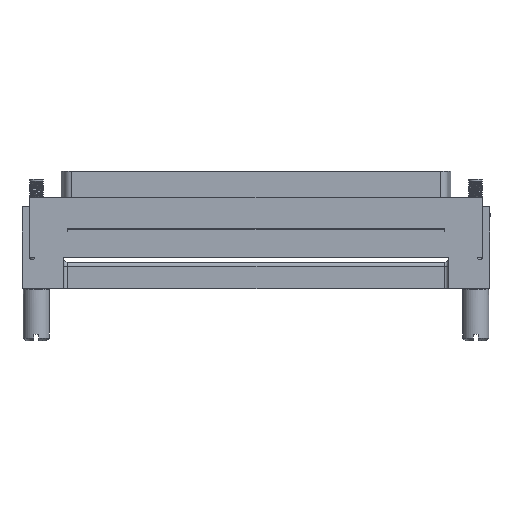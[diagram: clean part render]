
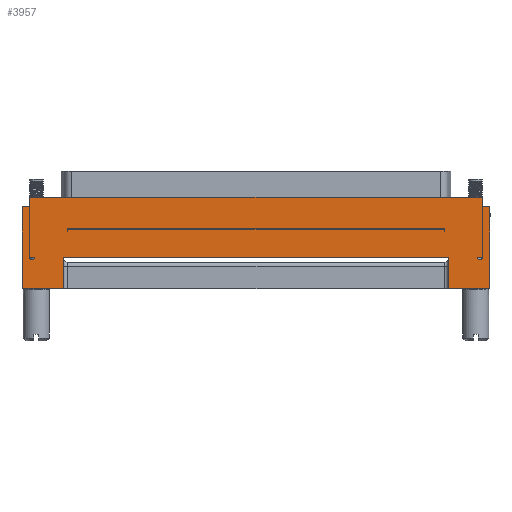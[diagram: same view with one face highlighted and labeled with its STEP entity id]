
A CAD part, front view. The second image highlights one B-rep face of the part: STEP entity #3957.
In plain terms, the highlighted planar face has unit normal (0, -1, 0).
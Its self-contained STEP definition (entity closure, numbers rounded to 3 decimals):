
#250=CARTESIAN_POINT('',(44.9,-4.125,4.7));
#251=VERTEX_POINT('',#250);
#258=CARTESIAN_POINT('',(44.9,-4.125,-11.));
#259=VERTEX_POINT('',#258);
#260=CARTESIAN_POINT('',(44.9,-4.125,4.7));
#261=DIRECTION('',(0.,0.,-1.));
#262=VECTOR('',#261,15.7);
#263=LINE('',#260,#262);
#264=EDGE_CURVE('',#251,#259,#263,.T.);
#697=CARTESIAN_POINT('',(36.9,-4.125,-11.));
#698=VERTEX_POINT('',#697);
#705=CARTESIAN_POINT('',(36.9,-4.125,-5.));
#706=VERTEX_POINT('',#705);
#707=CARTESIAN_POINT('',(36.9,-4.125,-5.));
#708=DIRECTION('',(0.,0.,-1.));
#709=VECTOR('',#708,6.);
#710=LINE('',#707,#709);
#711=EDGE_CURVE('',#706,#698,#710,.T.);
#871=CARTESIAN_POINT('',(43.45,-4.125,4.7));
#872=VERTEX_POINT('',#871);
#879=CARTESIAN_POINT('',(44.9,-4.125,4.7));
#880=DIRECTION('',(-1.,0.,0.));
#881=VECTOR('',#880,1.45);
#882=LINE('',#879,#881);
#883=EDGE_CURVE('',#251,#872,#882,.T.);
#1030=CARTESIAN_POINT('',(43.45,-4.125,-5.));
#1031=VERTEX_POINT('',#1030);
#1032=CARTESIAN_POINT('',(42.45,-4.125,-5.));
#1033=VERTEX_POINT('',#1032);
#1034=CARTESIAN_POINT('',(42.95,-4.125,-5.));
#1035=DIRECTION('',(1.,0.,0.));
#1036=DIRECTION('',(0.,1.,0.));
#1037=AXIS2_PLACEMENT_3D('',#1034,#1036,#1035);
#1038=CIRCLE('',#1037,0.5);
#1039=EDGE_CURVE('',#1031,#1033,#1038,.T.);
#1181=CARTESIAN_POINT('',(43.45,-4.125,4.7));
#1182=DIRECTION('',(0.,0.,-1.));
#1183=VECTOR('',#1182,9.7);
#1184=LINE('',#1181,#1183);
#1185=EDGE_CURVE('',#872,#1031,#1184,.T.);
#1661=CARTESIAN_POINT('',(-44.9,-4.125,4.7));
#1662=VERTEX_POINT('',#1661);
#1729=CARTESIAN_POINT('',(-44.9,-4.125,-11.));
#1730=VERTEX_POINT('',#1729);
#1737=CARTESIAN_POINT('',(-44.9,-4.125,-11.));
#1738=DIRECTION('',(0.,0.,1.));
#1739=VECTOR('',#1738,15.7);
#1740=LINE('',#1737,#1739);
#1741=EDGE_CURVE('',#1730,#1662,#1740,.T.);
#2231=CARTESIAN_POINT('',(-36.9,-4.125,-5.));
#2232=VERTEX_POINT('',#2231);
#2233=CARTESIAN_POINT('',(-36.9,-4.125,-11.));
#2234=VERTEX_POINT('',#2233);
#2235=CARTESIAN_POINT('',(-36.9,-4.125,-5.));
#2236=DIRECTION('',(0.,0.,-1.));
#2237=VECTOR('',#2236,6.);
#2238=LINE('',#2235,#2237);
#2239=EDGE_CURVE('',#2232,#2234,#2238,.T.);
#2504=CARTESIAN_POINT('',(-43.45,-4.125,4.7));
#2505=VERTEX_POINT('',#2504);
#2506=CARTESIAN_POINT('',(-43.45,-4.125,4.7));
#2507=DIRECTION('',(-1.,0.,0.));
#2508=VECTOR('',#2507,1.45);
#2509=LINE('',#2506,#2508);
#2510=EDGE_CURVE('',#2505,#1662,#2509,.T.);
#2666=CARTESIAN_POINT('',(-43.45,-4.125,-5.));
#2667=VERTEX_POINT('',#2666);
#2677=CARTESIAN_POINT('',(-43.45,-4.125,-5.));
#2678=DIRECTION('',(0.,0.,1.));
#2679=VECTOR('',#2678,9.7);
#2680=LINE('',#2677,#2679);
#2681=EDGE_CURVE('',#2667,#2505,#2680,.T.);
#2691=CARTESIAN_POINT('',(-42.45,-4.125,-5.));
#2692=VERTEX_POINT('',#2691);
#2693=CARTESIAN_POINT('',(-42.95,-4.125,-5.));
#2694=DIRECTION('',(1.,0.,0.));
#2695=DIRECTION('',(0.,1.,0.));
#2696=AXIS2_PLACEMENT_3D('',#2693,#2695,#2694);
#2697=CIRCLE('',#2696,0.5);
#2698=EDGE_CURVE('',#2692,#2667,#2697,.T.);
#3417=CARTESIAN_POINT('',(36.9,-4.125,-11.));
#3418=DIRECTION('',(1.,0.,0.));
#3419=VECTOR('',#3418,8.);
#3420=LINE('',#3417,#3419);
#3421=EDGE_CURVE('',#698,#259,#3420,.T.);
#3428=CARTESIAN_POINT('',(-36.9,-4.125,-11.));
#3429=DIRECTION('',(-1.,0.,0.));
#3430=VECTOR('',#3429,8.);
#3431=LINE('',#3428,#3430);
#3432=EDGE_CURVE('',#2234,#1730,#3431,.T.);
#3464=CARTESIAN_POINT('',(-36.9,-4.125,-5.));
#3465=DIRECTION('',(1.,0.,0.));
#3466=VECTOR('',#3465,73.8);
#3467=LINE('',#3464,#3466);
#3468=EDGE_CURVE('',#2232,#706,#3467,.T.);
#3815=CARTESIAN_POINT('',(0.,-4.125,-2.25));
#3816=DIRECTION('',(1.,0.,0.));
#3817=DIRECTION('',(0.,-1.,0.));
#3818=AXIS2_PLACEMENT_3D('',#3815,#3817,#3816);
#3819=PLANE('',#3818);
#3820=CARTESIAN_POINT('',(43.41,-4.125,6.5));
#3821=VERTEX_POINT('',#3820);
#3822=CARTESIAN_POINT('',(43.41,-4.125,-5.));
#3823=VERTEX_POINT('',#3822);
#3824=CARTESIAN_POINT('',(43.41,-4.125,6.5));
#3825=DIRECTION('',(0.,0.,-1.));
#3826=VECTOR('',#3825,11.5);
#3827=LINE('',#3824,#3826);
#3828=EDGE_CURVE('',#3821,#3823,#3827,.T.);
#3829=ORIENTED_EDGE('',*,*,#3828,.F.);
#3830=CARTESIAN_POINT('',(-43.41,-4.125,6.5));
#3831=VERTEX_POINT('',#3830);
#3832=CARTESIAN_POINT('',(-43.41,-4.125,6.5));
#3833=DIRECTION('',(1.,0.,0.));
#3834=VECTOR('',#3833,86.82);
#3835=LINE('',#3832,#3834);
#3836=EDGE_CURVE('',#3831,#3821,#3835,.T.);
#3837=ORIENTED_EDGE('',*,*,#3836,.F.);
#3838=CARTESIAN_POINT('',(-43.41,-4.125,-5.));
#3839=VERTEX_POINT('',#3838);
#3840=CARTESIAN_POINT('',(-43.41,-4.125,6.5));
#3841=DIRECTION('',(0.,0.,-1.));
#3842=VECTOR('',#3841,11.5);
#3843=LINE('',#3840,#3842);
#3844=EDGE_CURVE('',#3831,#3839,#3843,.T.);
#3845=ORIENTED_EDGE('',*,*,#3844,.T.);
#3846=CARTESIAN_POINT('',(-43.41,-4.125,-5.));
#3847=DIRECTION('',(1.,0.,0.));
#3848=VECTOR('',#3847,0.96);
#3849=LINE('',#3846,#3848);
#3850=EDGE_CURVE('',#3839,#2692,#3849,.T.);
#3851=ORIENTED_EDGE('',*,*,#3850,.T.);
#3852=ORIENTED_EDGE('',*,*,#2698,.T.);
#3853=ORIENTED_EDGE('',*,*,#2681,.T.);
#3854=ORIENTED_EDGE('',*,*,#2510,.T.);
#3855=ORIENTED_EDGE('',*,*,#1741,.F.);
#3856=ORIENTED_EDGE('',*,*,#3432,.F.);
#3857=ORIENTED_EDGE('',*,*,#2239,.F.);
#3858=ORIENTED_EDGE('',*,*,#3468,.T.);
#3859=ORIENTED_EDGE('',*,*,#711,.T.);
#3860=ORIENTED_EDGE('',*,*,#3421,.T.);
#3861=ORIENTED_EDGE('',*,*,#264,.F.);
#3862=ORIENTED_EDGE('',*,*,#883,.T.);
#3863=ORIENTED_EDGE('',*,*,#1185,.T.);
#3864=ORIENTED_EDGE('',*,*,#1039,.T.);
#3865=CARTESIAN_POINT('',(42.45,-4.125,-5.));
#3866=DIRECTION('',(1.,0.,0.));
#3867=VECTOR('',#3866,0.96);
#3868=LINE('',#3865,#3867);
#3869=EDGE_CURVE('',#1033,#3823,#3868,.T.);
#3870=ORIENTED_EDGE('',*,*,#3869,.T.);
#3871=EDGE_LOOP('',(#3829,#3837,#3845,#3851,#3852,#3853,#3854,#3855,#3856,#3857,#3858,#3859,#3860,#3861,#3862,#3863,#3864,#3870));
#3872=FACE_OUTER_BOUND('',#3871,.T.);
#3873=CARTESIAN_POINT('',(-36.2,-4.125,0.));
#3874=VERTEX_POINT('',#3873);
#3875=CARTESIAN_POINT('',(-36.2,-4.125,0.5));
#3876=VERTEX_POINT('',#3875);
#3877=CARTESIAN_POINT('',(-36.2,-4.125,0.));
#3878=DIRECTION('',(0.,0.,1.));
#3879=VECTOR('',#3878,0.5);
#3880=LINE('',#3877,#3879);
#3881=EDGE_CURVE('',#3874,#3876,#3880,.T.);
#3882=ORIENTED_EDGE('',*,*,#3881,.T.);
#3883=CARTESIAN_POINT('',(36.2,-4.125,0.5));
#3884=VERTEX_POINT('',#3883);
#3885=CARTESIAN_POINT('',(-36.2,-4.125,0.5));
#3886=DIRECTION('',(1.,0.,0.));
#3887=VECTOR('',#3886,72.4);
#3888=LINE('',#3885,#3887);
#3889=EDGE_CURVE('',#3876,#3884,#3888,.T.);
#3890=ORIENTED_EDGE('',*,*,#3889,.T.);
#3891=CARTESIAN_POINT('',(36.2,-4.125,0.));
#3892=VERTEX_POINT('',#3891);
#3893=CARTESIAN_POINT('',(36.2,-4.125,0.));
#3894=DIRECTION('',(0.,0.,1.));
#3895=VECTOR('',#3894,0.5);
#3896=LINE('',#3893,#3895);
#3897=EDGE_CURVE('',#3892,#3884,#3896,.T.);
#3898=ORIENTED_EDGE('',*,*,#3897,.F.);
#3899=CARTESIAN_POINT('',(36.12,-4.125,0.));
#3900=VERTEX_POINT('',#3899);
#3901=CARTESIAN_POINT('',(36.2,-4.125,0.));
#3902=DIRECTION('',(-1.,0.,0.));
#3903=VECTOR('',#3902,0.08);
#3904=LINE('',#3901,#3903);
#3905=EDGE_CURVE('',#3892,#3900,#3904,.T.);
#3906=ORIENTED_EDGE('',*,*,#3905,.T.);
#3907=CARTESIAN_POINT('',(36.12,-4.125,0.2));
#3908=VERTEX_POINT('',#3907);
#3909=CARTESIAN_POINT('',(36.12,-4.125,0.2));
#3910=DIRECTION('',(0.,0.,-1.));
#3911=VECTOR('',#3910,0.2);
#3912=LINE('',#3909,#3911);
#3913=EDGE_CURVE('',#3908,#3900,#3912,.T.);
#3914=ORIENTED_EDGE('',*,*,#3913,.F.);
#3915=CARTESIAN_POINT('',(35.92,-4.125,0.4));
#3916=VERTEX_POINT('',#3915);
#3917=CARTESIAN_POINT('',(35.92,-4.125,0.2));
#3918=DIRECTION('',(0.,0.,1.));
#3919=DIRECTION('',(0.,1.,0.));
#3920=AXIS2_PLACEMENT_3D('',#3917,#3919,#3918);
#3921=CIRCLE('',#3920,0.2);
#3922=EDGE_CURVE('',#3916,#3908,#3921,.T.);
#3923=ORIENTED_EDGE('',*,*,#3922,.F.);
#3924=CARTESIAN_POINT('',(-35.92,-4.125,0.4));
#3925=VERTEX_POINT('',#3924);
#3926=CARTESIAN_POINT('',(35.92,-4.125,0.4));
#3927=DIRECTION('',(-1.,0.,0.));
#3928=VECTOR('',#3927,71.84);
#3929=LINE('',#3926,#3928);
#3930=EDGE_CURVE('',#3916,#3925,#3929,.T.);
#3931=ORIENTED_EDGE('',*,*,#3930,.T.);
#3932=CARTESIAN_POINT('',(-36.12,-4.125,0.2));
#3933=VERTEX_POINT('',#3932);
#3934=CARTESIAN_POINT('',(-35.92,-4.125,0.2));
#3935=DIRECTION('',(0.,0.,1.));
#3936=DIRECTION('',(0.,-1.,0.));
#3937=AXIS2_PLACEMENT_3D('',#3934,#3936,#3935);
#3938=CIRCLE('',#3937,0.2);
#3939=EDGE_CURVE('',#3925,#3933,#3938,.T.);
#3940=ORIENTED_EDGE('',*,*,#3939,.T.);
#3941=CARTESIAN_POINT('',(-36.12,-4.125,0.));
#3942=VERTEX_POINT('',#3941);
#3943=CARTESIAN_POINT('',(-36.12,-4.125,0.2));
#3944=DIRECTION('',(0.,0.,-1.));
#3945=VECTOR('',#3944,0.2);
#3946=LINE('',#3943,#3945);
#3947=EDGE_CURVE('',#3933,#3942,#3946,.T.);
#3948=ORIENTED_EDGE('',*,*,#3947,.T.);
#3949=CARTESIAN_POINT('',(-36.12,-4.125,0.));
#3950=DIRECTION('',(-1.,0.,0.));
#3951=VECTOR('',#3950,0.08);
#3952=LINE('',#3949,#3951);
#3953=EDGE_CURVE('',#3942,#3874,#3952,.T.);
#3954=ORIENTED_EDGE('',*,*,#3953,.T.);
#3955=EDGE_LOOP('',(#3882,#3890,#3898,#3906,#3914,#3923,#3931,#3940,#3948,#3954));
#3956=FACE_BOUND('',#3955,.T.);
#3957=ADVANCED_FACE('',(#3872,#3956),#3819,.T.);
